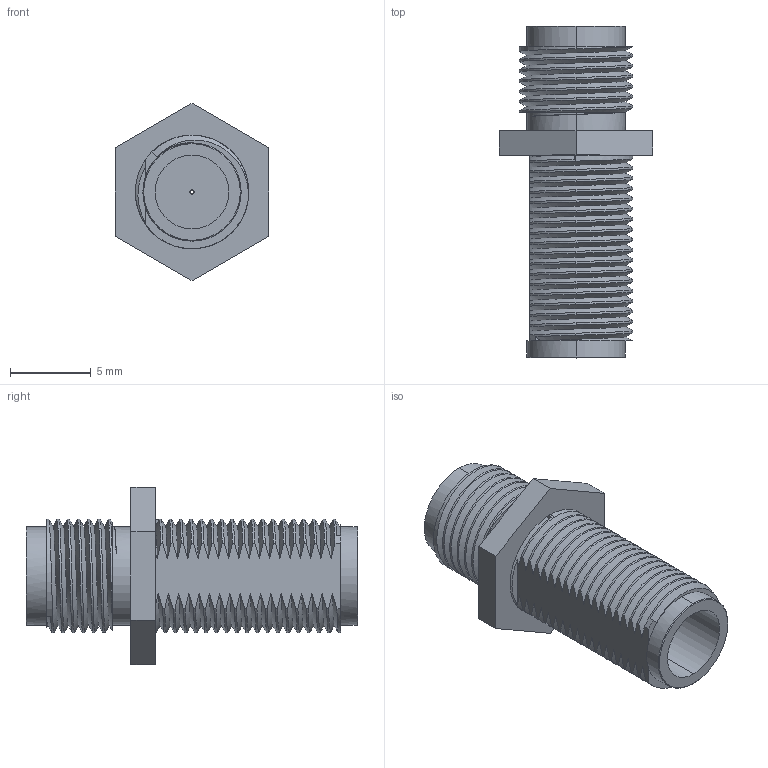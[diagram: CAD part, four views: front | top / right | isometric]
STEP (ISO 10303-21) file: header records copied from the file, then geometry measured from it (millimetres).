
FILE_DESCRIPTION (( 'STEP AP203' ), '1' );
FILE_NAME ('PEP-CT2F2F-B-SR1.STEP', '2019-07-03T19:04:14', ( '' ), ( '' ), 'SwSTEP 2.0', 'SolidWorks 2016', '' );
FILE_SCHEMA (( 'CONFIG_CONTROL_DESIGN' ));
Length unit declared in the file: inch
Products named in the file (1): PEP-CT2F2F-B-SR1
Bounding box: 9.53 x 20.57 x 11 mm (x, y, z)
Volume: 633.6 mm3; surface area: 960.3 mm2
Topology: 1 solids, 1 shells, 146 faces, 416 edges, 276 vertices
Faces by surface type: cylinder 82, bspline 40, plane 22, cone 2
Entity records: 25398 total; most frequent: CARTESIAN_POINT 22224, ORIENTED_EDGE 832, DIRECTION 417, EDGE_CURVE 416, VERTEX_POINT 276, B_SPLINE_CURVE_WITH_KNOTS 159, EDGE_LOOP 152, ADVANCED_FACE 146
